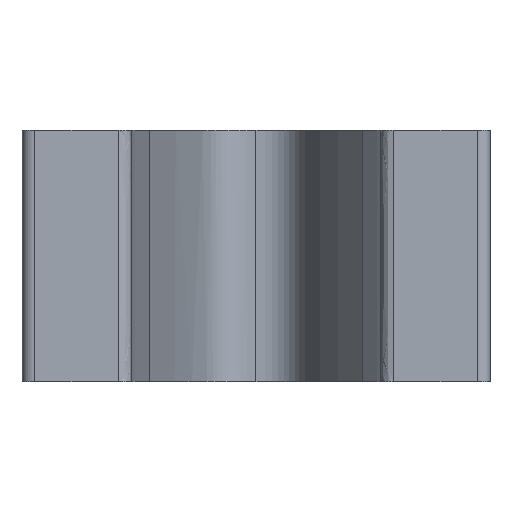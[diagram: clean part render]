
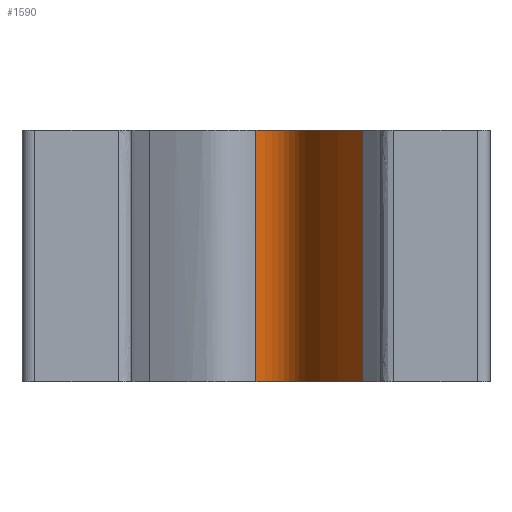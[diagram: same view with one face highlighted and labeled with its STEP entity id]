
A CAD part, left-side view. The second image highlights one B-rep face of the part: STEP entity #1590.
In plain terms, the highlighted free-form (B-spline) face has degree [3, 1] with [19, 2] control points.
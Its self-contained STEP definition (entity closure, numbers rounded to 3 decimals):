
#45=B_SPLINE_SURFACE_WITH_KNOTS('',3,1,((#3941,#3942),(#3943,#3944),(#3945,
#3946),(#3947,#3948),(#3949,#3950),(#3951,#3952),(#3953,#3954),(#3955,#3956),
(#3957,#3958),(#3959,#3960),(#3961,#3962),(#3963,#3964),(#3965,#3966),(#3967,
#3968),(#3969,#3970),(#3971,#3972),(#3973,#3974),(#3975,#3976),(#3977,#3978)),
 .UNSPECIFIED.,.F.,.F.,.F.,(4,3,3,3,3,3,4),(2,2),(0.,0.136,
0.267,0.485,0.75,1.,1.),
(0.,3.),.UNSPECIFIED.);
#176=FACE_OUTER_BOUND('',#274,.T.);
#274=EDGE_LOOP('',(#1446,#1447,#1448,#1449));
#285=B_SPLINE_CURVE_WITH_KNOTS('',3,(#2270,#2271,#2272,#2273,#2274,#2275,
#2276,#2277,#2278,#2279,#2280,#2281,#2282,#2283,#2284,#2285,#2286,#2287,
#2288),.UNSPECIFIED.,.F.,.F.,(4,3,3,3,3,3,4),(0.,0.136,0.267,
0.485,0.75,1.,1.),.UNSPECIFIED.);
#306=B_SPLINE_CURVE_WITH_KNOTS('',3,(#2621,#2622,#2623,#2624,#2625,#2626,
#2627,#2628,#2629,#2630,#2631,#2632,#2633,#2634,#2635,#2636,#2637,#2638,
#2639),.UNSPECIFIED.,.F.,.F.,(4,3,3,3,3,3,4),(0.,0.136,0.267,
0.485,0.75,1.,1.),.UNSPECIFIED.);
#443=LINE('',#3940,#555);
#444=LINE('',#3979,#556);
#555=VECTOR('',#2148,10.);
#556=VECTOR('',#2149,10.);
#634=VERTEX_POINT('',#2249);
#635=VERTEX_POINT('',#2269);
#680=VERTEX_POINT('',#2600);
#681=VERTEX_POINT('',#2620);
#784=EDGE_CURVE('',#634,#635,#285,.T.);
#838=EDGE_CURVE('',#681,#680,#306,.T.);
#996=EDGE_CURVE('',#680,#635,#443,.T.);
#997=EDGE_CURVE('',#681,#634,#444,.T.);
#1446=ORIENTED_EDGE('',*,*,#838,.T.);
#1447=ORIENTED_EDGE('',*,*,#996,.T.);
#1448=ORIENTED_EDGE('',*,*,#784,.F.);
#1449=ORIENTED_EDGE('',*,*,#997,.F.);
#1590=ADVANCED_FACE('',(#176),#45,.T.);
#2148=DIRECTION('',(0.,0.,1.));
#2149=DIRECTION('',(0.,0.,1.));
#2249=CARTESIAN_POINT('',(-6.5,0.,30.));
#2269=CARTESIAN_POINT('',(-32.762,-12.704,30.));
#2270=CARTESIAN_POINT('Ctrl Pts',(-6.5,0.,30.));
#2271=CARTESIAN_POINT('Ctrl Pts',(-6.5,-0.513,
30.));
#2272=CARTESIAN_POINT('Ctrl Pts',(-6.495,-1.169,30.));
#2273=CARTESIAN_POINT('Ctrl Pts',(-6.681,-1.975,30.));
#2274=CARTESIAN_POINT('Ctrl Pts',(-6.862,-2.758,30.));
#2275=CARTESIAN_POINT('Ctrl Pts',(-7.285,-3.656,30.));
#2276=CARTESIAN_POINT('Ctrl Pts',(-8.057,-4.419,30.));
#2277=CARTESIAN_POINT('Ctrl Pts',(-9.335,-5.682,30.));
#2278=CARTESIAN_POINT('Ctrl Pts',(-11.433,-6.581,30.));
#2279=CARTESIAN_POINT('Ctrl Pts',(-13.846,-7.463,30.));
#2280=CARTESIAN_POINT('Ctrl Pts',(-16.783,-8.538,30.));
#2281=CARTESIAN_POINT('Ctrl Pts',(-20.188,-9.553,30.));
#2282=CARTESIAN_POINT('Ctrl Pts',(-23.538,-10.479,30.));
#2283=CARTESIAN_POINT('Ctrl Pts',(-26.689,-11.35,30.));
#2284=CARTESIAN_POINT('Ctrl Pts',(-29.804,-12.119,30.));
#2285=CARTESIAN_POINT('Ctrl Pts',(-32.759,-12.703,30.));
#2286=CARTESIAN_POINT('Ctrl Pts',(-32.76,-12.703,30.));
#2287=CARTESIAN_POINT('Ctrl Pts',(-32.761,-12.704,30.));
#2288=CARTESIAN_POINT('Ctrl Pts',(-32.762,-12.704,30.));
#2600=CARTESIAN_POINT('',(-32.762,-12.704,0.));
#2620=CARTESIAN_POINT('',(-6.5,0.,0.));
#2621=CARTESIAN_POINT('Ctrl Pts',(-6.5,0.,0.));
#2622=CARTESIAN_POINT('Ctrl Pts',(-6.5,-0.513,
0.));
#2623=CARTESIAN_POINT('Ctrl Pts',(-6.495,-1.169,0.));
#2624=CARTESIAN_POINT('Ctrl Pts',(-6.681,-1.975,0.));
#2625=CARTESIAN_POINT('Ctrl Pts',(-6.862,-2.758,0.));
#2626=CARTESIAN_POINT('Ctrl Pts',(-7.285,-3.656,0.));
#2627=CARTESIAN_POINT('Ctrl Pts',(-8.057,-4.419,0.));
#2628=CARTESIAN_POINT('Ctrl Pts',(-9.335,-5.682,0.));
#2629=CARTESIAN_POINT('Ctrl Pts',(-11.433,-6.581,0.));
#2630=CARTESIAN_POINT('Ctrl Pts',(-13.846,-7.463,0.));
#2631=CARTESIAN_POINT('Ctrl Pts',(-16.783,-8.538,0.));
#2632=CARTESIAN_POINT('Ctrl Pts',(-20.188,-9.553,0.));
#2633=CARTESIAN_POINT('Ctrl Pts',(-23.538,-10.479,0.));
#2634=CARTESIAN_POINT('Ctrl Pts',(-26.689,-11.35,0.));
#2635=CARTESIAN_POINT('Ctrl Pts',(-29.804,-12.119,0.));
#2636=CARTESIAN_POINT('Ctrl Pts',(-32.759,-12.703,0.));
#2637=CARTESIAN_POINT('Ctrl Pts',(-32.76,-12.703,0.));
#2638=CARTESIAN_POINT('Ctrl Pts',(-32.761,-12.704,0.));
#2639=CARTESIAN_POINT('Ctrl Pts',(-32.762,-12.704,0.));
#3940=CARTESIAN_POINT('',(-32.762,-12.704,0.));
#3941=CARTESIAN_POINT('Ctrl Pts',(-6.5,0.,0.));
#3942=CARTESIAN_POINT('Ctrl Pts',(-6.5,0.,30.));
#3943=CARTESIAN_POINT('Ctrl Pts',(-6.5,-0.513,
0.));
#3944=CARTESIAN_POINT('Ctrl Pts',(-6.5,-0.513,
30.));
#3945=CARTESIAN_POINT('Ctrl Pts',(-6.495,-1.169,0.));
#3946=CARTESIAN_POINT('Ctrl Pts',(-6.495,-1.169,30.));
#3947=CARTESIAN_POINT('Ctrl Pts',(-6.681,-1.975,0.));
#3948=CARTESIAN_POINT('Ctrl Pts',(-6.681,-1.975,30.));
#3949=CARTESIAN_POINT('Ctrl Pts',(-6.862,-2.758,0.));
#3950=CARTESIAN_POINT('Ctrl Pts',(-6.862,-2.758,30.));
#3951=CARTESIAN_POINT('Ctrl Pts',(-7.285,-3.656,0.));
#3952=CARTESIAN_POINT('Ctrl Pts',(-7.285,-3.656,30.));
#3953=CARTESIAN_POINT('Ctrl Pts',(-8.057,-4.419,0.));
#3954=CARTESIAN_POINT('Ctrl Pts',(-8.057,-4.419,30.));
#3955=CARTESIAN_POINT('Ctrl Pts',(-9.335,-5.682,0.));
#3956=CARTESIAN_POINT('Ctrl Pts',(-9.335,-5.682,30.));
#3957=CARTESIAN_POINT('Ctrl Pts',(-11.433,-6.581,0.));
#3958=CARTESIAN_POINT('Ctrl Pts',(-11.433,-6.581,30.));
#3959=CARTESIAN_POINT('Ctrl Pts',(-13.846,-7.463,0.));
#3960=CARTESIAN_POINT('Ctrl Pts',(-13.846,-7.463,30.));
#3961=CARTESIAN_POINT('Ctrl Pts',(-16.783,-8.538,0.));
#3962=CARTESIAN_POINT('Ctrl Pts',(-16.783,-8.538,30.));
#3963=CARTESIAN_POINT('Ctrl Pts',(-20.188,-9.553,0.));
#3964=CARTESIAN_POINT('Ctrl Pts',(-20.188,-9.553,30.));
#3965=CARTESIAN_POINT('Ctrl Pts',(-23.538,-10.479,0.));
#3966=CARTESIAN_POINT('Ctrl Pts',(-23.538,-10.479,30.));
#3967=CARTESIAN_POINT('Ctrl Pts',(-26.689,-11.35,0.));
#3968=CARTESIAN_POINT('Ctrl Pts',(-26.689,-11.35,30.));
#3969=CARTESIAN_POINT('Ctrl Pts',(-29.804,-12.119,0.));
#3970=CARTESIAN_POINT('Ctrl Pts',(-29.804,-12.119,30.));
#3971=CARTESIAN_POINT('Ctrl Pts',(-32.759,-12.703,0.));
#3972=CARTESIAN_POINT('Ctrl Pts',(-32.759,-12.703,30.));
#3973=CARTESIAN_POINT('Ctrl Pts',(-32.76,-12.703,0.));
#3974=CARTESIAN_POINT('Ctrl Pts',(-32.76,-12.703,30.));
#3975=CARTESIAN_POINT('Ctrl Pts',(-32.761,-12.704,0.));
#3976=CARTESIAN_POINT('Ctrl Pts',(-32.761,-12.704,30.));
#3977=CARTESIAN_POINT('Ctrl Pts',(-32.762,-12.704,0.));
#3978=CARTESIAN_POINT('Ctrl Pts',(-32.762,-12.704,30.));
#3979=CARTESIAN_POINT('',(-6.5,0.,0.));
